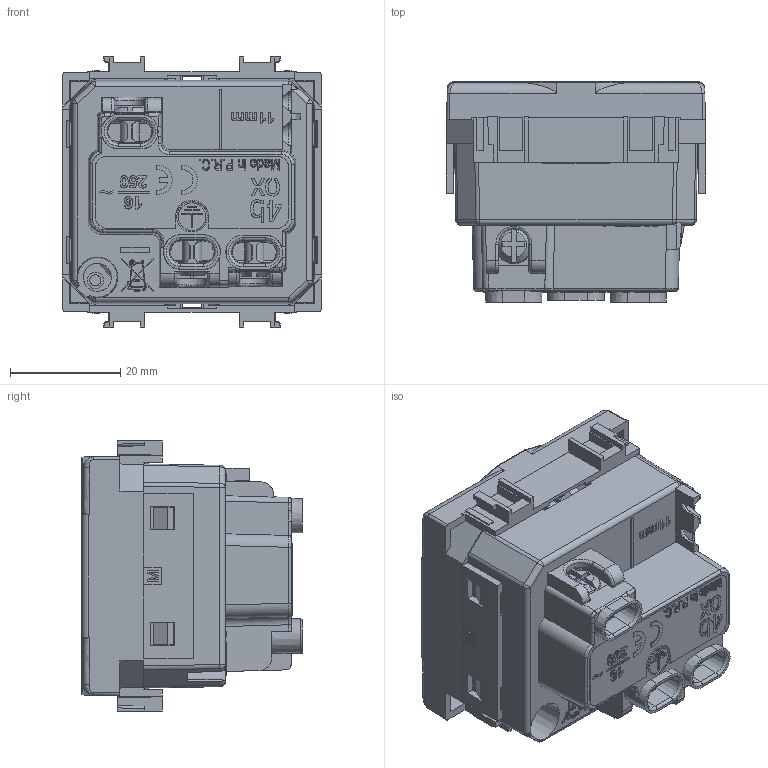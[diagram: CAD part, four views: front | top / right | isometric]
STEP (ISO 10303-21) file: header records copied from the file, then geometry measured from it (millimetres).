
FILE_DESCRIPTION (( 'STEP AP214' ), '1' );
FILE_NAME ('4BOX-P40-MATIX.STEP', '2024-08-22T23:54:03', ( '' ), ( '' ), 'SwSTEP 2.0', 'SolidWorks 2016', '' );
FILE_SCHEMA (( 'AUTOMOTIVE_DESIGN' ));
Length unit declared in the file: millimetre
Products named in the file (18): 2.5豜肣穩隊-; P40接地连接片-客户设计; D801005049-; 4BOX-P40-MATIX; P40酘衵-源偶3郪璃; LK40207050-22; M3.5X6-20200624; 31285042-p40酘衵源偶3; 湮す悵誘藷-陔耀; 4BOX-P40脣釱狟裔-MATIX-20200729; P17-SHUTTER_AF0_14; P40諉華郪璃; 揤盄え; DP16012_AF0_13; 31285044-; DT16011_AF0_21; 4BOX-P40脣釱醱啣-MATIX-20200729
Assembly tree (22 placements, depth 3):
  4BOX-P40-MATIX
    湮す悵誘藷-陔耀
      DT16011_AF0_21
      DP16012_AF0_13
      P17-SHUTTER_AF0_14
    P40諉華郪璃
      31285044-
      2.5豜肣穩隊-
      P40接地连接片-客户设计
      D801005049-
      揤盄え
      M3.5X6-20200624
    P40酘衵-源偶3郪璃
      31285042-p40酘衵源偶3
      M3.5X6-20200624
      LK40207050-22
    P40酘衵-源偶3郪璃
      31285042-p40酘衵源偶3
      揤盄え
      M3.5X6-20200624
      LK40207050-22
    4BOX-P40脣釱醱啣-MATIX-20200729
    4BOX-P40脣釱狟裔-MATIX-20200729
Bounding box: 47 x 39.91 x 49 mm (x, y, z)
Volume: 22116.7 mm3; surface area: 37451.6 mm2
Topology: 18 solids, 21 shells, 7647 faces, 20005 edges, 13222 vertices
Faces by surface type: plane 6244, cylinder 621, bspline 557, cone 155, torus 62, sphere 8
Entity records: 186941 total; most frequent: CARTESIAN_POINT 61412, ORIENTED_EDGE 27782, DIRECTION 21976, EDGE_CURVE 13891, LINE 10724, VECTOR 10724, VERTEX_POINT 9168, EDGE_LOOP 5761
